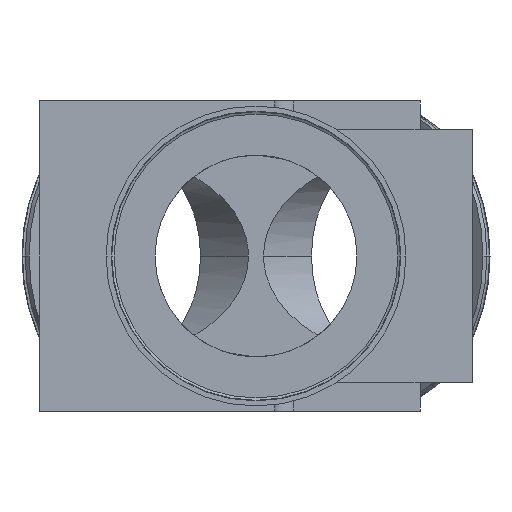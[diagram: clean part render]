
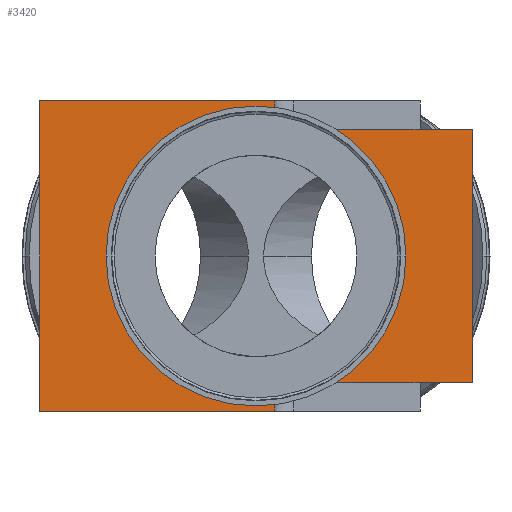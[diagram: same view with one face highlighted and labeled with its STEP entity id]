
A CAD part, left-side view. The second image highlights one B-rep face of the part: STEP entity #3420.
In plain terms, the highlighted planar face has unit normal (-1, 0, 0).
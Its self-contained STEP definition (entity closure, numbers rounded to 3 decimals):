
#2153=CARTESIAN_POINT('POINT130',(-19.05,42.85,52.388)
   );
#2154=VERTEX_POINT('VERTEX130',#2153);
#2162=CARTESIAN_POINT('POINT131',(-19.05,-42.85,52.388
   ));
#2163=VERTEX_POINT('VERTEX131',#2162);
#2170=CARTESIAN_POINT('POS234',(-19.05,0.,52.388));
#2171=DIRECTION('DIR411',(-1.,0.,0.));
#2172=DIRECTION('DIR412',(0.,-1.,0.));
#2173=AXIS2_PLACEMENT_3D('AXIS178',#2170,#2171,#2172);
#2174=CIRCLE('ELLIPSE122',#2173,42.85);
#2175=EDGE_CURVE('EDGE192',#2154,#2163,#2174,.F.);
#2188=CARTESIAN_POINT('POS236',(-19.05,0.,52.388));
#2189=DIRECTION('DIR415',(-1.,0.,0.));
#2190=DIRECTION('DIR416',(0.,-1.,0.));
#2191=AXIS2_PLACEMENT_3D('AXIS180',#2188,#2189,#2190);
#2192=CIRCLE('ELLIPSE123',#2191,42.85);
#2193=EDGE_CURVE('EDGE193',#2163,#2154,#2192,.F.);
#2703=CARTESIAN_POINT('POINT158',(-19.05,-6.35,9.525));
#2704=VERTEX_POINT('VERTEX158',#2703);
#2711=CARTESIAN_POINT('POINT159',(-19.05,-6.35,0.));
#2712=VERTEX_POINT('VERTEX159',#2711);
#2713=CARTESIAN_POINT('POS287',(-19.05,-6.35,0.));
#2714=DIRECTION('DIR500',(0.,0.,-1.));
#2715=VECTOR('VEC74',#2714,1.);
#2716=LINE('STRAIGHT74',#2713,#2715);
#2717=EDGE_CURVE('EDGE240',#2712,#2704,#2716,.F.);
#2853=CARTESIAN_POINT('POINT167',(-19.05,-73.025,9.525));
#2854=VERTEX_POINT('VERTEX167',#2853);
#2861=CARTESIAN_POINT('POS305',(-19.05,36.513,9.525));
#2862=DIRECTION('DIR526',(0.,-1.,0.));
#2863=VECTOR('VEC84',#2862,1.);
#2864=LINE('STRAIGHT84',#2861,#2863);
#2865=EDGE_CURVE('EDGE254',#2704,#2854,#2864,.T.);
#2903=CARTESIAN_POINT('POINT169',(-19.05,-73.025,95.25));
#2904=VERTEX_POINT('VERTEX169',#2903);
#2911=CARTESIAN_POINT('POS309',(-19.05,-73.025,0.));
#2912=DIRECTION('DIR531',(0.,0.,1.));
#2913=VECTOR('VEC87',#2912,1.);
#2914=LINE('STRAIGHT87',#2911,#2913);
#2915=EDGE_CURVE('EDGE257',#2854,#2904,#2914,.T.);
#2945=CARTESIAN_POINT('POINT173',(-19.05,-6.35,95.25));
#2946=VERTEX_POINT('VERTEX173',#2945);
#2953=CARTESIAN_POINT('POS314',(-19.05,36.513,95.25));
#2954=DIRECTION('DIR538',(0.,1.,0.));
#2955=VECTOR('VEC90',#2954,1.);
#2956=LINE('STRAIGHT90',#2953,#2955);
#2957=EDGE_CURVE('EDGE261',#2946,#2904,#2956,.F.);
#3358=CARTESIAN_POINT('POINT193',(-19.05,-6.35,104.775));
#3359=VERTEX_POINT('VERTEX193',#3358);
#3360=CARTESIAN_POINT('POS356',(-19.05,-6.35,52.388));
#3361=DIRECTION('DIR604',(0.,0.,-1.));
#3362=VECTOR('VEC108',#3361,1.);
#3363=LINE('STRAIGHT108',#3360,#3362);
#3364=EDGE_CURVE('EDGE296',#3359,#2946,#3363,.T.);
#3382=ORIENTED_EDGE('COEDGE538',*,*,#2865,.T.);
#3383=ORIENTED_EDGE('COEDGE539',*,*,#2915,.T.);
#3384=ORIENTED_EDGE('COEDGE540',*,*,#2957,.F.);
#3385=ORIENTED_EDGE('COEDGE541',*,*,#3364,.F.);
#3386=CARTESIAN_POINT('POINT194',(-19.05,73.025,104.775))
   ;
#3387=VERTEX_POINT('VERTEX194',#3386);
#3388=CARTESIAN_POINT('POS359',(-19.05,36.513,104.775));
#3389=DIRECTION('DIR608',(0.,-1.,0.));
#3390=VECTOR('VEC110',#3389,1.);
#3391=LINE('STRAIGHT110',#3388,#3390);
#3392=EDGE_CURVE('EDGE298',#3387,#3359,#3391,.T.);
#3393=ORIENTED_EDGE('COEDGE542',*,*,#3392,.F.);
#3394=CARTESIAN_POINT('POINT195',(-19.05,73.025,0.));
#3395=VERTEX_POINT('VERTEX195',#3394);
#3396=CARTESIAN_POINT('POS360',(-19.05,73.025,0.));
#3397=DIRECTION('DIR609',(0.,0.,-1.));
#3398=VECTOR('VEC111',#3397,1.);
#3399=LINE('STRAIGHT111',#3396,#3398);
#3400=EDGE_CURVE('EDGE299',#3395,#3387,#3399,.F.);
#3401=ORIENTED_EDGE('COEDGE543',*,*,#3400,.F.);
#3402=CARTESIAN_POINT('POS361',(-19.05,36.513,0.));
#3403=DIRECTION('DIR610',(0.,-1.,0.));
#3404=VECTOR('VEC112',#3403,1.);
#3405=LINE('STRAIGHT112',#3402,#3404);
#3406=EDGE_CURVE('EDGE300',#3395,#2712,#3405,.T.);
#3407=ORIENTED_EDGE('COEDGE544',*,*,#3406,.T.);
#3408=ORIENTED_EDGE('COEDGE545',*,*,#2717,.T.);
#3409=EDGE_LOOP('NONE',(#3382,#3383,#3384,#3385,#3393,#3401,#3407,#3408)
   );
#3410=FACE_BOUND('LOOP1',#3409,.T.);
#3411=ORIENTED_EDGE('COEDGE546',*,*,#2193,.T.);
#3412=ORIENTED_EDGE('COEDGE547',*,*,#2175,.T.);
#3413=EDGE_LOOP('NONE',(#3411,#3412));
#3414=FACE_BOUND('LOOP1',#3413,.T.);
#3415=CARTESIAN_POINT('POS362',(-19.05,73.025,0.));
#3416=DIRECTION('DIR611',(-1.,0.,0.));
#3417=DIRECTION('DIR612',(0.,1.,0.));
#3418=AXIS2_PLACEMENT_3D('AXIS250',#3415,#3416,#3417);
#3419=PLANE('PLANE43',#3418);
#3420=ADVANCED_FACE('FACE135',(#3410,#3414),#3419,.T.);
